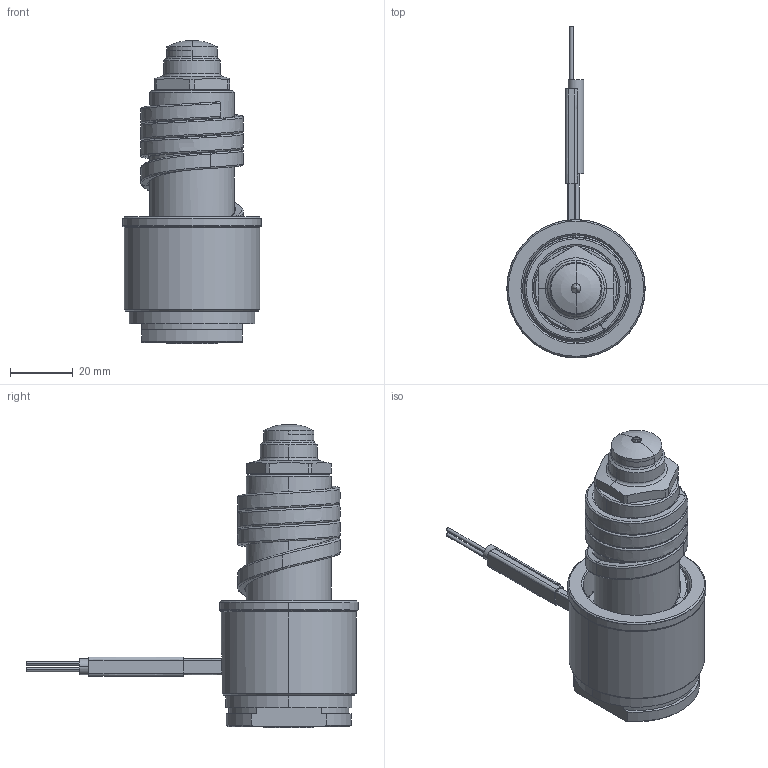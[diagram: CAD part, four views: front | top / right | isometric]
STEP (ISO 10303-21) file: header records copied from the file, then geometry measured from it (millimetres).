
FILE_DESCRIPTION((''),'2;1');
FILE_NAME('EL-96-BEU-R','2014-02-28T',('Íàòàëüÿ'),('IMID'),'PRO/ENGINEER BY PARAMETRIC TECHNOLOGY CORPORATION, 2010180','PRO/ENGINEER BY PARAMETRIC TECHNOLOGY CORPORATION, 2010180','');
FILE_SCHEMA(('CONFIG_CONTROL_DESIGN'));
Length unit declared in the file: millimetre
Products named in the file (1): EL-96-BEU-R
Bounding box: 44 x 105.5 x 96.3 mm (x, y, z)
Volume: 76353.2 mm3; surface area: 31799.7 mm2
Topology: 1 solids, 9 shells, 331 faces, 835 edges, 505 vertices
Faces by surface type: cylinder 105, cone 62, bspline 60, plane 53, torus 30, revolution 9, extrusion 8, sphere 4
Entity records: 16289 total; most frequent: CARTESIAN_POINT 8717, ORIENTED_EDGE 1630, DIRECTION 1469, EDGE_CURVE 827, AXIS2_PLACEMENT_3D 589, VERTEX_POINT 505, EDGE_LOOP 354, CIRCLE 334
